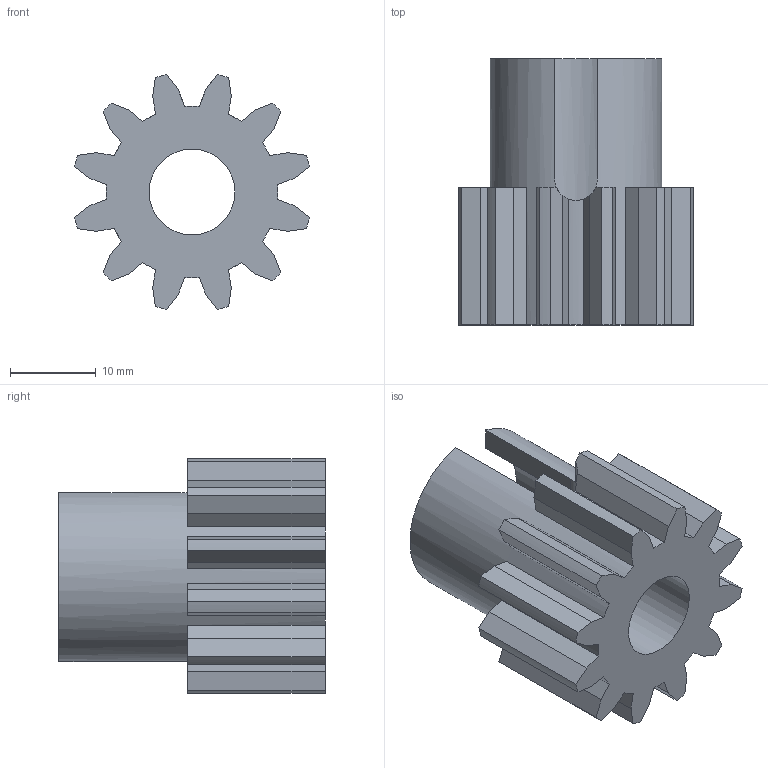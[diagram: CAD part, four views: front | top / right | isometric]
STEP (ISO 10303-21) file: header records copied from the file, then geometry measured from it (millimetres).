
FILE_DESCRIPTION(('STEP AP214'),'1');
FILE_NAME('BMR-018a PIGNON 12 DENTS.step','2016-02-17T21:02:30',(' '),(' '),'Spatial InterOp 3D',' ',' ');
FILE_SCHEMA(('automotive_design'));
Length unit declared in the file: millimetre
Products named in the file (1): 1
Bounding box: 27.36 x 31 x 27.36 mm (x, y, z)
Volume: 7404.4 mm3; surface area: 5113.6 mm2
Topology: 1 solids, 1 shells, 83 faces, 244 edges, 163 vertices
Faces by surface type: plane 65, cylinder 18
Full cylindrical faces by diameter (mm): 10 x1, 15 x1
Entity records: 3464 total; most frequent: CARTESIAN_POINT 533, ORIENTED_EDGE 482, DIRECTION 461, EDGE_CURVE 241, LINE 177, VECTOR 177, VERTEX_POINT 162, AXIS2_PLACEMENT_3D 142
